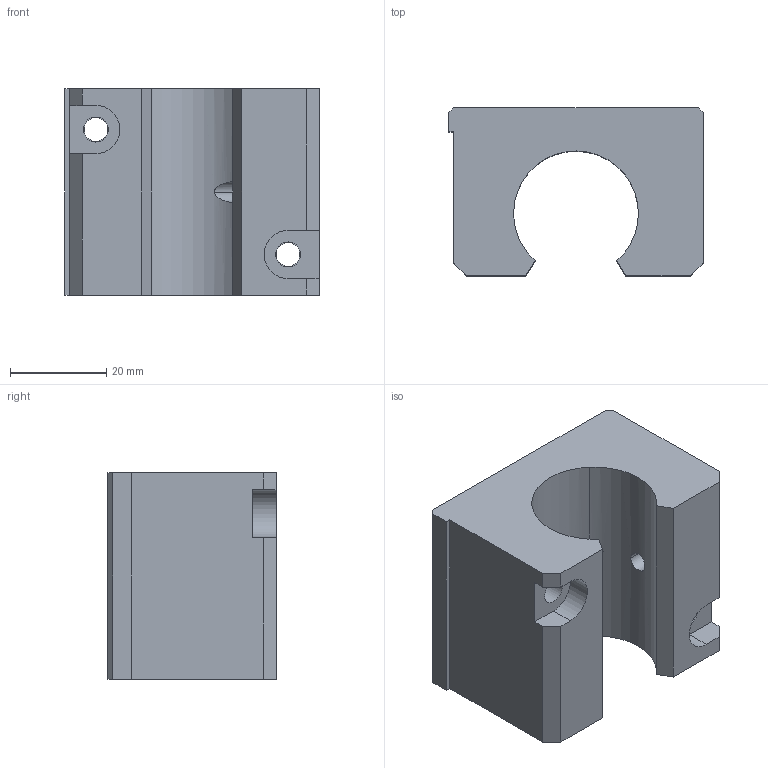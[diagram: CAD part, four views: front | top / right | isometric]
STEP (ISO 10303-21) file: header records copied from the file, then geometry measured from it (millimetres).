
FILE_DESCRIPTION( ( '' ), '1' );
FILE_NAME( 'ag_op_16_2_03.stp', '2008-04-10T05:07:38', ( '' ), ( '' ), ' ', ' ', ' ' );
FILE_SCHEMA( ( 'CONFIG_CONTROL_DESIGN' ) );
Length unit declared in the file: millimetre
Products named in the file (1): 1
Bounding box: 53 x 35 x 43 mm (x, y, z)
Volume: 51174.8 mm3; surface area: 13648.2 mm2
Topology: 1 solids, 1 shells, 55 faces, 142 edges, 92 vertices
Faces by surface type: plane 27, cylinder 20, cone 8
Entity records: 1862 total; most frequent: CARTESIAN_POINT 428, DIRECTION 292, ORIENTED_EDGE 284, EDGE_CURVE 142, AXIS2_PLACEMENT_3D 100, VERTEX_POINT 92, LINE 92, VECTOR 92
